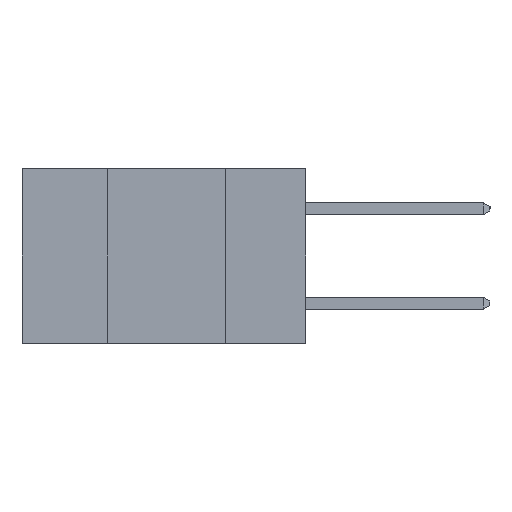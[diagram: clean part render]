
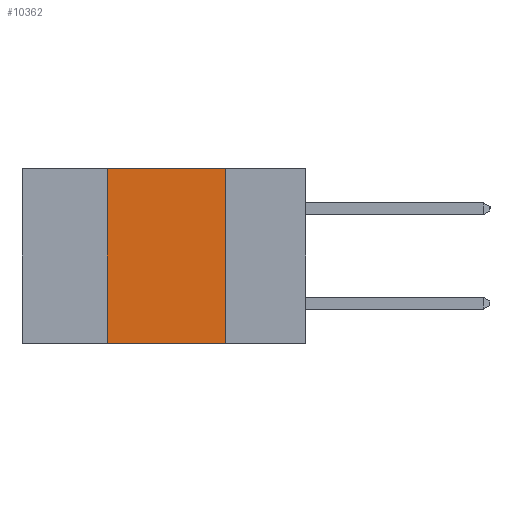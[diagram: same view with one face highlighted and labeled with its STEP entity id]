
A CAD part, left-side view. The second image highlights one B-rep face of the part: STEP entity #10362.
In plain terms, the highlighted planar face has unit normal (-1, 0, 0).
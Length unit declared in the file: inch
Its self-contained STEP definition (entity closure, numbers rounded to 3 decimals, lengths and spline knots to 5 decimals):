
#373 = ORIENTED_EDGE ( 'NONE', *, *, #5618, .F. ) ;
#1185 = VECTOR ( 'NONE', #3289, 39.37008 ) ;
#1282 = VERTEX_POINT ( 'NONE', #11377 ) ;
#1646 = CARTESIAN_POINT ( 'NONE',  ( 0., 0.6, -0.37 ) ) ;
#1651 = ORIENTED_EDGE ( 'NONE', *, *, #2071, .F. ) ;
#2071 = EDGE_CURVE ( 'NONE', #1282, #5790, #3718, .T. ) ;
#2118 = EDGE_LOOP ( 'NONE', ( #7456, #373, #1651, #7802 ) ) ;
#2268 = CARTESIAN_POINT ( 'NONE',  ( 0., 0.17, -0.37 ) ) ;
#2321 = DIRECTION ( 'NONE',  ( 0., 0., -1. ) ) ;
#2355 = VECTOR ( 'NONE', #2321, 39.37008 ) ;
#2805 = FACE_OUTER_BOUND ( 'NONE', #2118, .T. ) ;
#3289 = DIRECTION ( 'NONE',  ( 0., -1., 0. ) ) ;
#3446 = AXIS2_PLACEMENT_3D ( 'NONE', #7311, #10939, #6480 ) ;
#3718 = LINE ( 'NONE', #10997, #3821 ) ;
#3821 = VECTOR ( 'NONE', #5425, 39.37008 ) ;
#4269 = LINE ( 'NONE', #11447, #1185 ) ;
#4542 = VERTEX_POINT ( 'NONE', #2268 ) ;
#5425 = DIRECTION ( 'NONE',  ( 0., 0., 1. ) ) ;
#5618 = EDGE_CURVE ( 'NONE', #5790, #10515, #4269, .T. ) ;
#5790 = VERTEX_POINT ( 'NONE', #9779 ) ;
#5829 = EDGE_CURVE ( 'NONE', #10515, #4542, #10695, .T. ) ;
#6363 = EDGE_CURVE ( 'NONE', #1282, #4542, #7229, .T. ) ;
#6480 = DIRECTION ( 'NONE',  ( 0., 0., -1. ) ) ;
#7229 = LINE ( 'NONE', #1646, #10577 ) ;
#7311 = CARTESIAN_POINT ( 'NONE',  ( 0., 0.6, 0. ) ) ;
#7456 = ORIENTED_EDGE ( 'NONE', *, *, #5829, .F. ) ;
#7802 = ORIENTED_EDGE ( 'NONE', *, *, #6363, .T. ) ;
#9422 = CARTESIAN_POINT ( 'NONE',  ( 0., 0.17, 0. ) ) ;
#9779 = CARTESIAN_POINT ( 'NONE',  ( 0., 0.42, 0. ) ) ;
#10017 = PLANE ( 'NONE',  #3446 ) ;
#10362 = ADVANCED_FACE ( 'NONE', ( #2805 ), #10017, .F. ) ;
#10515 = VERTEX_POINT ( 'NONE', #9422 ) ;
#10528 = CARTESIAN_POINT ( 'NONE',  ( 0., 0.17, -0.37 ) ) ;
#10577 = VECTOR ( 'NONE', #10857, 39.37008 ) ;
#10695 = LINE ( 'NONE', #10528, #2355 ) ;
#10857 = DIRECTION ( 'NONE',  ( 0., -1., 0. ) ) ;
#10939 = DIRECTION ( 'NONE',  ( 1., 0., 0. ) ) ;
#10997 = CARTESIAN_POINT ( 'NONE',  ( 0., 0.42, -0.37 ) ) ;
#11377 = CARTESIAN_POINT ( 'NONE',  ( 0., 0.42, -0.37 ) ) ;
#11447 = CARTESIAN_POINT ( 'NONE',  ( 0., 0.6, 0. ) ) ;
